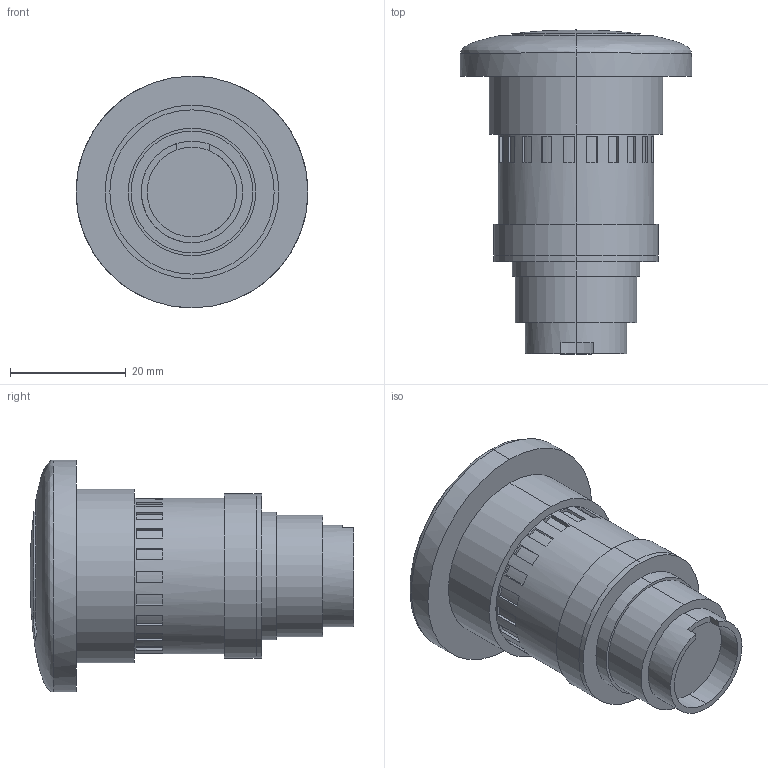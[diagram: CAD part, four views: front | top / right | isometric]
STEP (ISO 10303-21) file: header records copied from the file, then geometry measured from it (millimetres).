
FILE_DESCRIPTION (( 'STEP AP214' ), '1' );
FILE_NAME ('E-Stop Button [ZB4BS844].STEP', '2019-09-13T14:18:25', ( '' ), ( '' ), 'SwSTEP 2.0', 'SolidWorks 2017', '' );
FILE_SCHEMA (( 'AUTOMOTIVE_DESIGN' ));
Length unit declared in the file: millimetre
Products named in the file (1): E-Stop Button [ZB4BS844]
Bounding box: 40 x 55.89 x 40 mm (x, y, z)
Volume: 32441.8 mm3; surface area: 9182.1 mm2
Topology: 3 solids, 3 shells, 153 faces, 359 edges, 238 vertices
Faces by surface type: plane 101, cylinder 49, bspline 3
Entity records: 6587 total; most frequent: CARTESIAN_POINT 2587, DIRECTION 780, ORIENTED_EDGE 718, EDGE_CURVE 359, AXIS2_PLACEMENT_3D 287, VERTEX_POINT 238, VECTOR 206, LINE 206
